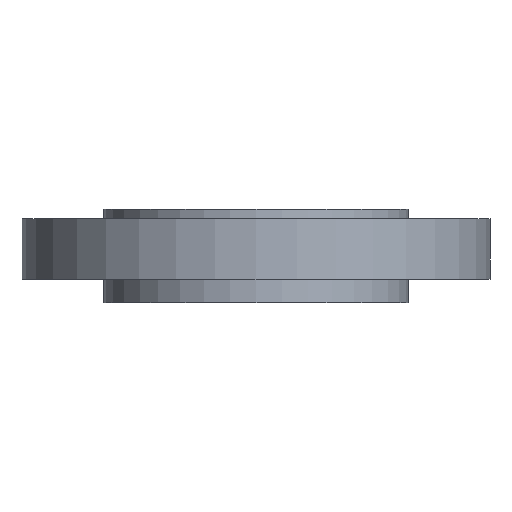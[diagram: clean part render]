
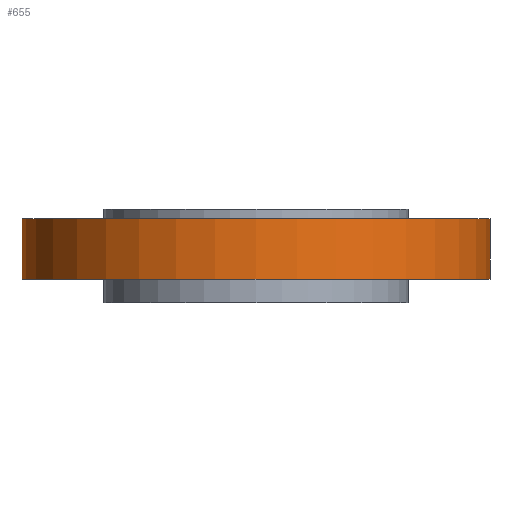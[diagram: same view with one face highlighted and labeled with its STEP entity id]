
A CAD part, front view. The second image highlights one B-rep face of the part: STEP entity #655.
In plain terms, the highlighted cylindrical face has radius 158.75 mm (diameter 317.5 mm), a partial arc.
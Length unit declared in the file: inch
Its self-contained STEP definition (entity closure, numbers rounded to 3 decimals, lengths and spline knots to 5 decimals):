
#2 = VERTEX_POINT ( 'NONE', #765 ) ;
#105 = CARTESIAN_POINT ( 'NONE',  ( 6.25, 0., -19.54767 ) ) ;
#107 = DIRECTION ( 'NONE',  ( 0., 0., 1. ) ) ;
#150 = CARTESIAN_POINT ( 'NONE',  ( 0., 0., -19.54767 ) ) ;
#158 = DIRECTION ( 'NONE',  ( 1., 0., 0. ) ) ;
#167 = CARTESIAN_POINT ( 'NONE',  ( -6.25, 0., -0.25 ) ) ;
#255 = DIRECTION ( 'NONE',  ( 0., 0., -1. ) ) ;
#324 = DIRECTION ( 'NONE',  ( 0., 0., 1. ) ) ;
#363 = ORIENTED_EDGE ( 'NONE', *, *, #540, .F. ) ;
#421 = CARTESIAN_POINT ( 'NONE',  ( 0., 0., -0.25 ) ) ;
#531 = ORIENTED_EDGE ( 'NONE', *, *, #613, .F. ) ;
#540 = EDGE_CURVE ( 'NONE', #1179, #2, #1082, .T. ) ;
#542 = EDGE_LOOP ( 'NONE', ( #531, #873, #1038, #363 ) ) ;
#610 = VECTOR ( 'NONE', #107, 39.37008 ) ;
#613 = EDGE_CURVE ( 'NONE', #1048, #1179, #1108, .T. ) ;
#615 = DIRECTION ( 'NONE',  ( 0., 0., 1. ) ) ;
#636 = FACE_OUTER_BOUND ( 'NONE', #542, .T. ) ;
#655 = ADVANCED_FACE ( 'NONE', ( #636 ), #814, .T. ) ;
#689 = AXIS2_PLACEMENT_3D ( 'NONE', #421, #615, #801 ) ;
#739 = EDGE_CURVE ( 'NONE', #902, #1048, #1000, .T. ) ;
#765 = CARTESIAN_POINT ( 'NONE',  ( 6.25, 0., -0.25 ) ) ;
#801 = DIRECTION ( 'NONE',  ( 1., 0., 0. ) ) ;
#805 = LINE ( 'NONE', #105, #1299 ) ;
#814 = CYLINDRICAL_SURFACE ( 'NONE', #1125, 6.25 ) ;
#846 = AXIS2_PLACEMENT_3D ( 'NONE', #1143, #255, #158 ) ;
#873 = ORIENTED_EDGE ( 'NONE', *, *, #739, .F. ) ;
#902 = VERTEX_POINT ( 'NONE', #905 ) ;
#905 = CARTESIAN_POINT ( 'NONE',  ( 6.25, 0., -1.87 ) ) ;
#969 = EDGE_CURVE ( 'NONE', #902, #2, #805, .T. ) ;
#1000 = CIRCLE ( 'NONE', #846, 6.25 ) ;
#1022 = DIRECTION ( 'NONE',  ( 1., 0., 0. ) ) ;
#1038 = ORIENTED_EDGE ( 'NONE', *, *, #969, .T. ) ;
#1048 = VERTEX_POINT ( 'NONE', #1218 ) ;
#1082 = CIRCLE ( 'NONE', #689, 6.25 ) ;
#1108 = LINE ( 'NONE', #1201, #610 ) ;
#1125 = AXIS2_PLACEMENT_3D ( 'NONE', #150, #324, #1022 ) ;
#1143 = CARTESIAN_POINT ( 'NONE',  ( 0., 0., -1.87 ) ) ;
#1179 = VERTEX_POINT ( 'NONE', #167 ) ;
#1201 = CARTESIAN_POINT ( 'NONE',  ( -6.25, 0., -19.54767 ) ) ;
#1205 = DIRECTION ( 'NONE',  ( 0., 0., 1. ) ) ;
#1218 = CARTESIAN_POINT ( 'NONE',  ( -6.25, 0., -1.87 ) ) ;
#1299 = VECTOR ( 'NONE', #1205, 39.37008 ) ;
